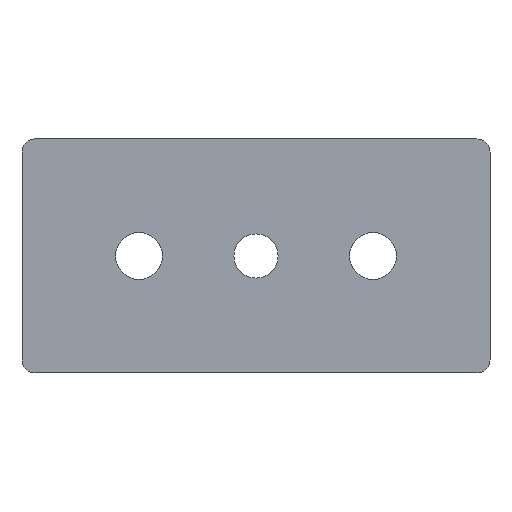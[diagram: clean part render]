
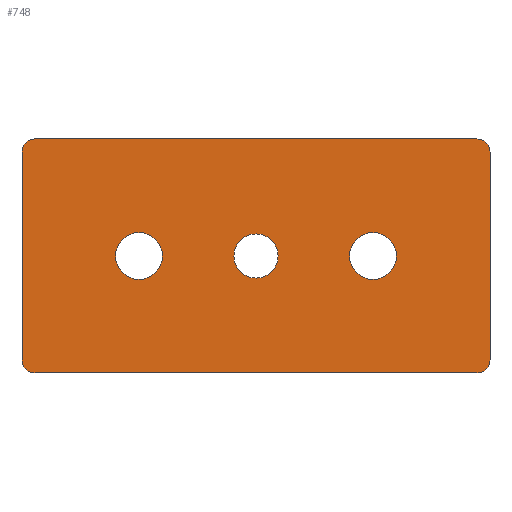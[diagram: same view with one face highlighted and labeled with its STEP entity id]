
A CAD part, front view. The second image highlights one B-rep face of the part: STEP entity #748.
In plain terms, the highlighted planar face has unit normal (0, -1, 0).
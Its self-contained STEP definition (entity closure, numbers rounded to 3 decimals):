
#4 = ORIENTED_EDGE ( 'NONE', *, *, #171, .T. ) ;
#9 = VERTEX_POINT ( 'NONE', #197 ) ;
#15 = EDGE_CURVE ( 'NONE', #752, #725, #202, .T. ) ;
#16 = EDGE_CURVE ( 'NONE', #146, #725, #259, .T. ) ;
#18 = ORIENTED_EDGE ( 'NONE', *, *, #16, .F. ) ;
#19 = VERTEX_POINT ( 'NONE', #243 ) ;
#22 = EDGE_CURVE ( 'NONE', #752, #746, #241, .T. ) ;
#23 = EDGE_CURVE ( 'NONE', #146, #97, #254, .T. ) ;
#24 = ORIENTED_EDGE ( 'NONE', *, *, #138, .T. ) ;
#94 = ORIENTED_EDGE ( 'NONE', *, *, #145, .F. ) ;
#97 = VERTEX_POINT ( 'NONE', #326 ) ;
#138 = EDGE_CURVE ( 'NONE', #143, #139, #406, .T. ) ;
#139 = VERTEX_POINT ( 'NONE', #360 ) ;
#140 = VERTEX_POINT ( 'NONE', #405 ) ;
#141 = ORIENTED_EDGE ( 'NONE', *, *, #23, .T. ) ;
#142 = EDGE_CURVE ( 'NONE', #143, #97, #394, .T. ) ;
#143 = VERTEX_POINT ( 'NONE', #395 ) ;
#144 = ORIENTED_EDGE ( 'NONE', *, *, #142, .F. ) ;
#145 = EDGE_CURVE ( 'NONE', #140, #139, #388, .T. ) ;
#146 = VERTEX_POINT ( 'NONE', #390 ) ;
#147 = ORIENTED_EDGE ( 'NONE', *, *, #733, .T. ) ;
#148 = ORIENTED_EDGE ( 'NONE', *, *, #757, .F. ) ;
#152 = EDGE_LOOP ( 'NONE', ( #175, #178 ) ) ;
#155 = EDGE_LOOP ( 'NONE', ( #148, #161 ) ) ;
#158 = EDGE_CURVE ( 'NONE', #719, #721, #401, .T. ) ;
#160 = EDGE_CURVE ( 'NONE', #19, #9, #433, .T. ) ;
#161 = ORIENTED_EDGE ( 'NONE', *, *, #160, .F. ) ;
#163 = EDGE_CURVE ( 'NONE', #730, #724, #421, .T. ) ;
#166 = ORIENTED_EDGE ( 'NONE', *, *, #163, .T. ) ;
#168 = EDGE_LOOP ( 'NONE', ( #166, #147 ) ) ;
#171 = EDGE_CURVE ( 'NONE', #140, #746, #196, .T. ) ;
#175 = ORIENTED_EDGE ( 'NONE', *, *, #727, .F. ) ;
#178 = ORIENTED_EDGE ( 'NONE', *, *, #158, .F. ) ;
#189 = DIRECTION ( 'NONE',  ( 0., 0., -1. ) ) ;
#190 = DIRECTION ( 'NONE',  ( 0., -1., 0. ) ) ;
#194 = CARTESIAN_POINT ( 'NONE',  ( -42.5, 0., 20. ) ) ;
#195 = AXIS2_PLACEMENT_3D ( 'NONE', #194, #190, #189 ) ;
#196 = CIRCLE ( 'NONE', #195, 2.5 ) ;
#197 = CARTESIAN_POINT ( 'NONE',  ( 22.5, 0., 4.5 ) ) ;
#201 = CARTESIAN_POINT ( 'NONE',  ( -42.5, 0., -20. ) ) ;
#202 = CIRCLE ( 'NONE', #257, 2.5 ) ;
#232 = CARTESIAN_POINT ( 'NONE',  ( 42.5, 0., -20. ) ) ;
#233 = DIRECTION ( 'NONE',  ( 0., 0., 1. ) ) ;
#234 = VECTOR ( 'NONE', #233, 1000. ) ;
#235 = CARTESIAN_POINT ( 'NONE',  ( -45., 0., 22.5 ) ) ;
#236 = DIRECTION ( 'NONE',  ( 0., -1., 0. ) ) ;
#241 = LINE ( 'NONE', #235, #234 ) ;
#243 = CARTESIAN_POINT ( 'NONE',  ( 22.5, 0., -4.5 ) ) ;
#250 = DIRECTION ( 'NONE',  ( -1., 0., 0. ) ) ;
#251 = VECTOR ( 'NONE', #250, 1000. ) ;
#252 = CARTESIAN_POINT ( 'NONE',  ( -45., 0., -22.5 ) ) ;
#254 = CIRCLE ( 'NONE', #258, 2.5 ) ;
#255 = DIRECTION ( 'NONE',  ( 0., 0., -1. ) ) ;
#256 = DIRECTION ( 'NONE',  ( 0., -1., 0. ) ) ;
#257 = AXIS2_PLACEMENT_3D ( 'NONE', #201, #256, #255 ) ;
#258 = AXIS2_PLACEMENT_3D ( 'NONE', #232, #236, #288 ) ;
#259 = LINE ( 'NONE', #252, #251 ) ;
#288 = DIRECTION ( 'NONE',  ( 0., 0., -1. ) ) ;
#326 = CARTESIAN_POINT ( 'NONE',  ( 45., 0., -20. ) ) ;
#360 = CARTESIAN_POINT ( 'NONE',  ( 42.5, 0., 22.5 ) ) ;
#385 = DIRECTION ( 'NONE',  ( 1., 0., 0. ) ) ;
#386 = VECTOR ( 'NONE', #385, 1000. ) ;
#387 = CARTESIAN_POINT ( 'NONE',  ( -45., 0., 22.5 ) ) ;
#388 = LINE ( 'NONE', #387, #386 ) ;
#389 = AXIS2_PLACEMENT_3D ( 'NONE', #431, #430, #429 ) ;
#390 = CARTESIAN_POINT ( 'NONE',  ( 42.5, 0., -22.5 ) ) ;
#391 = DIRECTION ( 'NONE',  ( 0., 0., -1. ) ) ;
#392 = VECTOR ( 'NONE', #391, 1000. ) ;
#393 = CARTESIAN_POINT ( 'NONE',  ( 45., 0., 22.5 ) ) ;
#394 = LINE ( 'NONE', #393, #392 ) ;
#395 = CARTESIAN_POINT ( 'NONE',  ( 45., 0., 20. ) ) ;
#397 = DIRECTION ( 'NONE',  ( 0., 0., -1. ) ) ;
#398 = DIRECTION ( 'NONE',  ( 0., -1., 0. ) ) ;
#399 = CARTESIAN_POINT ( 'NONE',  ( 42.5, 0., 20. ) ) ;
#400 = AXIS2_PLACEMENT_3D ( 'NONE', #399, #398, #397 ) ;
#401 = CIRCLE ( 'NONE', #389, 4.5 ) ;
#405 = CARTESIAN_POINT ( 'NONE',  ( -42.5, 0., 22.5 ) ) ;
#406 = CIRCLE ( 'NONE', #400, 2.5 ) ;
#417 = DIRECTION ( 'NONE',  ( 0., 0., 1. ) ) ;
#418 = DIRECTION ( 'NONE',  ( 0., 1., 0. ) ) ;
#419 = AXIS2_PLACEMENT_3D ( 'NONE', #445, #418, #417 ) ;
#421 = CIRCLE ( 'NONE', #419, 4.25 ) ;
#423 = DIRECTION ( 'NONE',  ( 0., 0., -1. ) ) ;
#424 = AXIS2_PLACEMENT_3D ( 'NONE', #434, #444, #423 ) ;
#429 = DIRECTION ( 'NONE',  ( 0., 0., -1. ) ) ;
#430 = DIRECTION ( 'NONE',  ( 0., -1., 0. ) ) ;
#431 = CARTESIAN_POINT ( 'NONE',  ( -22.5, 0., 0. ) ) ;
#433 = CIRCLE ( 'NONE', #424, 4.5 ) ;
#434 = CARTESIAN_POINT ( 'NONE',  ( 22.5, 0., 0. ) ) ;
#444 = DIRECTION ( 'NONE',  ( 0., -1., 0. ) ) ;
#445 = CARTESIAN_POINT ( 'NONE',  ( 0., 0., 0. ) ) ;
#508 = CARTESIAN_POINT ( 'NONE',  ( 0., 0., 4.25 ) ) ;
#539 = CARTESIAN_POINT ( 'NONE',  ( -22.5, 0., 0. ) ) ;
#542 = CARTESIAN_POINT ( 'NONE',  ( 0., 0., 0. ) ) ;
#545 = DIRECTION ( 'NONE',  ( 0., 0., -1. ) ) ;
#546 = AXIS2_PLACEMENT_3D ( 'NONE', #539, #556, #545 ) ;
#547 = CIRCLE ( 'NONE', #546, 4.5 ) ;
#556 = DIRECTION ( 'NONE',  ( 0., -1., 0. ) ) ;
#557 = CARTESIAN_POINT ( 'NONE',  ( -22.5, 0., 4.5 ) ) ;
#560 = CARTESIAN_POINT ( 'NONE',  ( -42.5, 0., -22.5 ) ) ;
#563 = CARTESIAN_POINT ( 'NONE',  ( 0., 0., -4.25 ) ) ;
#569 = CARTESIAN_POINT ( 'NONE',  ( -22.5, 0., -4.5 ) ) ;
#573 = FACE_BOUND ( 'NONE', #155, .T. ) ;
#575 = FACE_OUTER_BOUND ( 'NONE', #749, .T. ) ;
#580 = AXIS2_PLACEMENT_3D ( 'NONE', #583, #582, #618 ) ;
#582 = DIRECTION ( 'NONE',  ( 0., -1., 0. ) ) ;
#583 = CARTESIAN_POINT ( 'NONE',  ( -45., 0., -22.5 ) ) ;
#584 = FACE_BOUND ( 'NONE', #152, .T. ) ;
#588 = CARTESIAN_POINT ( 'NONE',  ( -45., 0., 20. ) ) ;
#589 = DIRECTION ( 'NONE',  ( 0., 0., 1. ) ) ;
#590 = AXIS2_PLACEMENT_3D ( 'NONE', #542, #595, #589 ) ;
#591 = FACE_BOUND ( 'NONE', #168, .T. ) ;
#593 = CIRCLE ( 'NONE', #590, 4.25 ) ;
#595 = DIRECTION ( 'NONE',  ( 0., 1., 0. ) ) ;
#609 = DIRECTION ( 'NONE',  ( 0., 0., -1. ) ) ;
#610 = DIRECTION ( 'NONE',  ( 0., -1., 0. ) ) ;
#611 = CARTESIAN_POINT ( 'NONE',  ( 22.5, 0., 0. ) ) ;
#612 = AXIS2_PLACEMENT_3D ( 'NONE', #611, #610, #609 ) ;
#614 = CIRCLE ( 'NONE', #612, 4.5 ) ;
#618 = DIRECTION ( 'NONE',  ( 0., 0., -1. ) ) ;
#624 = PLANE ( 'NONE',  #580 ) ;
#627 = CARTESIAN_POINT ( 'NONE',  ( -45., 0., -20. ) ) ;
#719 = VERTEX_POINT ( 'NONE', #569 ) ;
#721 = VERTEX_POINT ( 'NONE', #557 ) ;
#724 = VERTEX_POINT ( 'NONE', #563 ) ;
#725 = VERTEX_POINT ( 'NONE', #560 ) ;
#727 = EDGE_CURVE ( 'NONE', #721, #719, #547, .T. ) ;
#730 = VERTEX_POINT ( 'NONE', #508 ) ;
#733 = EDGE_CURVE ( 'NONE', #724, #730, #593, .T. ) ;
#745 = ORIENTED_EDGE ( 'NONE', *, *, #22, .F. ) ;
#746 = VERTEX_POINT ( 'NONE', #588 ) ;
#747 = ORIENTED_EDGE ( 'NONE', *, *, #15, .T. ) ;
#748 = ADVANCED_FACE ( 'NONE', ( #575, #573, #584, #591 ), #624, .T. ) ;
#749 = EDGE_LOOP ( 'NONE', ( #745, #747, #18, #141, #144, #24, #94, #4 ) ) ;
#752 = VERTEX_POINT ( 'NONE', #627 ) ;
#757 = EDGE_CURVE ( 'NONE', #9, #19, #614, .T. ) ;
